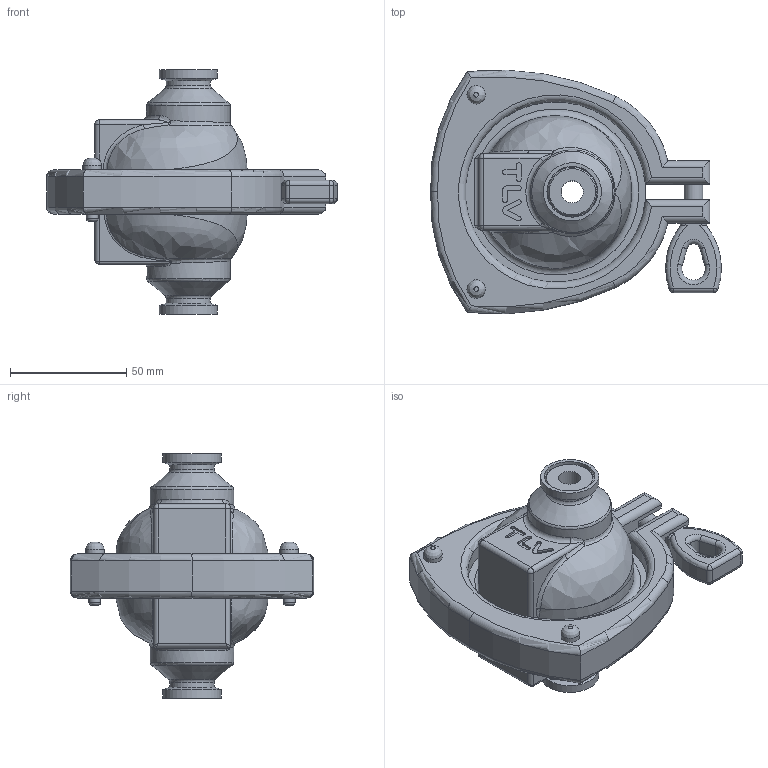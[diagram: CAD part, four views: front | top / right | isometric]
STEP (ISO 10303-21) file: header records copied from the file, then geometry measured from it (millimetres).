
FILE_DESCRIPTION((''),'2;1');
FILE_NAME('ss3e0-015-tri00-00.stp','2014-05-10T12:53:32',('akifuji'),(''),'Autodesk Inventor 2012','Autodesk Inventor 2012','');
FILE_SCHEMA(('AUTOMOTIVE_DESIGN { 1 0 10303 214 1 1 1 1 }'));
Length unit declared in the file: millimetre
Products named in the file (1): ss3e0-015-tri00-00
Bounding box: 125.04 x 104.88 x 105 mm (x, y, z)
Volume: 297720.3 mm3; surface area: 47763.7 mm2
Topology: 1 solids, 1 shells, 222 faces, 533 edges, 319 vertices
Faces by surface type: cylinder 74, plane 57, bspline 40, torus 36, sphere 9, cone 6
Full cylindrical faces by diameter (mm): 5 x2, 8 x3, 9.52 x1, 19.05 x2, 21.82 x2, 25 x2, 36 x2
Entity records: 8527 total; most frequent: CARTESIAN_POINT 3698, ORIENTED_EDGE 988, DIRECTION 963, EDGE_CURVE 494, AXIS2_PLACEMENT_3D 394, VERTEX_POINT 311, EDGE_LOOP 269, FACE_OUTER_BOUND 222
